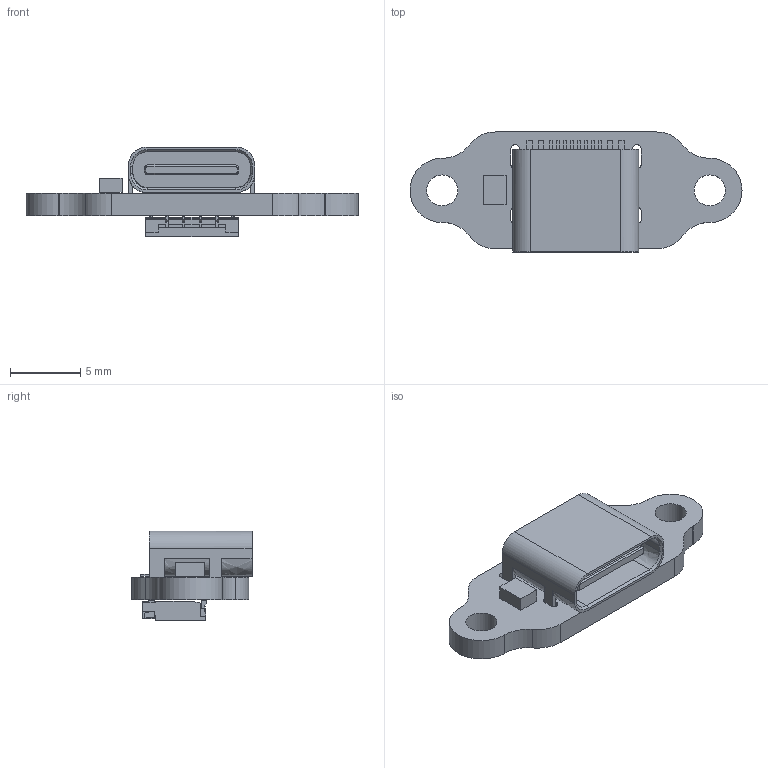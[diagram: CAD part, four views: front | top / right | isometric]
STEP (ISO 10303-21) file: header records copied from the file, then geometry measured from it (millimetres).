
FILE_DESCRIPTION(('KiCad electronic assembly'),'2;1');
FILE_NAME('Fly Daughterboard.step','2022-11-18T10:26:27',('Pcbnew'),( 'Kicad'),'Open CASCADE STEP processor 7.6','KiCad to STEP converter' ,'Unknown');
FILE_SCHEMA(('AUTOMOTIVE_DESIGN { 1 0 10303 214 1 1 1 1 }'));
Length unit declared in the file: millimetre
Products named in the file (8): Fly Daughterboard 1; ECMF024CMX8; SOLID; TYPE-C-31-M-12; M1201RS-04-BK; Fly Daughterboard PCB
Assembly tree (7 placements, depth 3):
  Fly Daughterboard 1
    ECMF024CMX8
      SOLID
    TYPE-C-31-M-12
      SOLID
    M1201RS-04-BK
      SOLID
    Fly Daughterboard PCB
Bounding box: 23.57 x 8.53 x 6.36 mm (x, y, z)
Volume: 353.1 mm3; surface area: 998.9 mm2
Topology: 4 solids, 4 shells, 410 faces, 1147 edges, 752 vertices
Faces by surface type: bspline 372, cylinder 22, plane 16
Full cylindrical faces by diameter (mm): 0.65 x2, 2.2 x2
Entity records: 26135 total; most frequent: CARTESIAN_POINT 9656, B_SPLINE_CURVE_WITH_KNOTS 2967, ORIENTED_EDGE 2294, PCURVE 2294, DEFINITIONAL_REPRESENTATION 2294, EDGE_CURVE 1147, SURFACE_CURVE 1139, VERTEX_POINT 752
